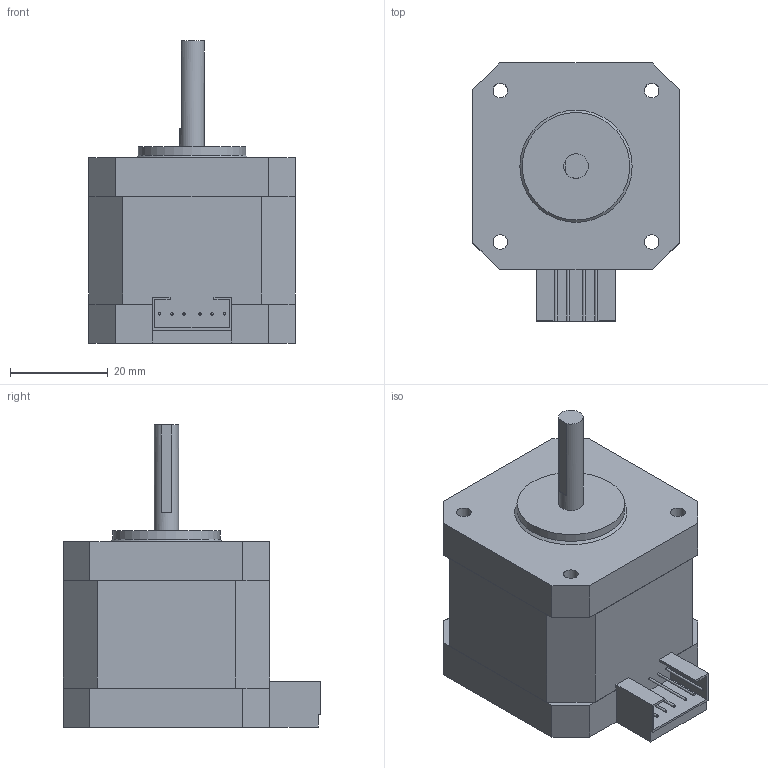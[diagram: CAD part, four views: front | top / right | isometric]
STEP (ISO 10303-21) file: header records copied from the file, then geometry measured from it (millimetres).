
FILE_DESCRIPTION(/* description */ (''),/* implementation_level */ '2;1');
FILE_NAME(/* name */ 'Nema 17 1 to 1 scale_.step',/* time_stamp */ '2024-02-22T15:33:30-05:00',/* author */ (''),/* organization */ (''),/* preprocessor_version */ 'ST-DEVELOPER v20',/* originating_system */ 'Autodesk Translation Framework v12.20.1.177',/* authorisation */ '');
FILE_SCHEMA (('CONFIG_CONTROL_DESIGN','AUTOMOTIVE_DESIGN { 1 0 10303 214 3 1 1 }'));
Length unit declared in the file: millimetre
Products named in the file (1): Nema 17 1:1
Bounding box: 42.3 x 52.81 x 61.9 mm (x, y, z)
Volume: 65486.3 mm3; surface area: 12178.7 mm2
Topology: 1 solids, 1 shells, 81 faces, 200 edges, 129 vertices
Faces by surface type: plane 60, cylinder 16, cone 5
Full cylindrical faces by diameter (mm): 0.5 x6, 3 x4, 5 x1, 6 x4, 22 x1
Entity records: 2459 total; most frequent: CARTESIAN_POINT 411, DIRECTION 403, ORIENTED_EDGE 400, EDGE_CURVE 200, LINE 161, VECTOR 161, VERTEX_POINT 129, AXIS2_PLACEMENT_3D 121
